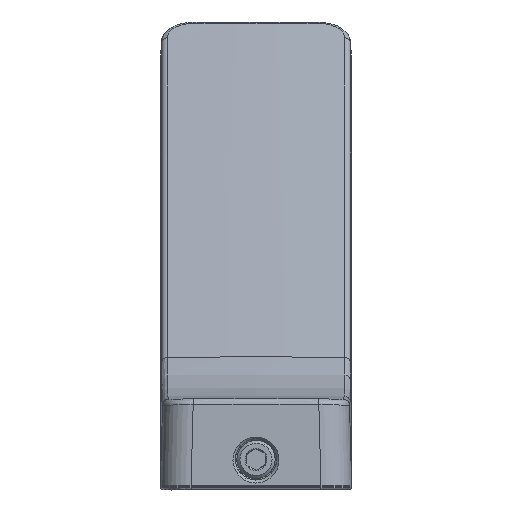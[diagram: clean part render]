
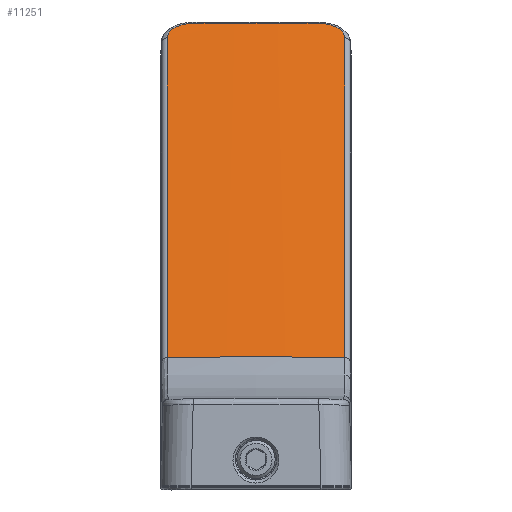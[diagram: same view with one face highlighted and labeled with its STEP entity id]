
A CAD part, left-side view. The second image highlights one B-rep face of the part: STEP entity #11251.
In plain terms, the highlighted cylindrical face has radius 500 mm (diameter 1000 mm), a partial arc.
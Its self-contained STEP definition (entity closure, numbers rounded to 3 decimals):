
#8601=CARTESIAN_POINT(' ',(17.285,-11.614,17.315));
#8602=VERTEX_POINT(' ',#8601);
#8616=CARTESIAN_POINT(' ',(304.002,0.,-392.162));
#8621=DIRECTION(' ',(0.819,0.,0.574));
#8626=DIRECTION(' ',(-0.573,0.023,0.819));
#8631=AXIS2_PLACEMENT_3D(' ',#8616,#8621,#8626);
#8636=CIRCLE('',#8631,500.013);
#8641=CARTESIAN_POINT(' ',(17.285,11.614,17.315));
#8642=VERTEX_POINT(' ',#8641);
#8646=EDGE_CURVE(' ',#8642,#8602,#8636,.T.);
#11026=CARTESIAN_POINT(' ',(339.041,0.,-367.611));
#11031=DIRECTION(' ',(-0.819,0.,-0.574));
#11036=DIRECTION(' ',(-0.573,-0.023,0.819));
#11041=AXIS2_PLACEMENT_3D(' ',#11026,#11031,#11036);
#11046=CYLINDRICAL_SURFACE(' ',#11041,500.);
#11051=ORIENTED_EDGE(' ',*,*,#8646,.T.);
#11056=CARTESIAN_POINT(' ',(17.285,-11.614,17.315));
#11061=DIRECTION(' ',(0.819,0.,0.574));
#11066=VECTOR(' ',#11061,1.);
#11071=LINE('',#11056,#11066);
#11076=CARTESIAN_POINT(' ',(77.043,-11.614,59.158));
#11077=VERTEX_POINT(' ',#11076);
#11081=EDGE_CURVE(' ',#8602,#11077,#11071,.T.);
#11086=ORIENTED_EDGE(' ',*,*,#11081,.T.);
#11091=CARTESIAN_POINT(' ',(77.006,-8.413,59.205));
#11096=DIRECTION(' ',(-0.575,-0.019,0.818));
#11101=DIRECTION(' ',(0.011,-1.,-0.015));
#11106=AXIS2_PLACEMENT_3D(' ',#11091,#11096,#11101);
#11111=CIRCLE('',#11106,3.201);
#11116=CARTESIAN_POINT(' ',(79.626,-8.406,61.045));
#11117=VERTEX_POINT(' ',#11116);
#11121=EDGE_CURVE(' ',#11077,#11117,#11111,.T.);
#11126=ORIENTED_EDGE(' ',*,*,#11121,.T.);
#11131=CARTESIAN_POINT(' ',(372.195,0.,-344.3));
#11136=DIRECTION(' ',(-0.811,0.,-0.585));
#11141=DIRECTION(' ',(-0.585,-0.017,0.811));
#11146=AXIS2_PLACEMENT_3D(' ',#11131,#11136,#11141);
#11151=CIRCLE('',#11146,499.972);
#11156=CARTESIAN_POINT(' ',(79.626,8.406,61.045));
#11157=VERTEX_POINT(' ',#11156);
#11161=EDGE_CURVE(' ',#11117,#11157,#11151,.T.);
#11166=ORIENTED_EDGE(' ',*,*,#11161,.T.);
#11171=CARTESIAN_POINT(' ',(77.005,8.412,59.204));
#11176=DIRECTION(' ',(-0.575,0.019,0.818));
#11181=DIRECTION(' ',(0.818,-0.002,0.575));
#11186=AXIS2_PLACEMENT_3D(' ',#11171,#11176,#11181);
#11191=CIRCLE('',#11186,3.202);
#11196=CARTESIAN_POINT(' ',(77.043,11.614,59.158));
#11197=VERTEX_POINT(' ',#11196);
#11201=EDGE_CURVE(' ',#11157,#11197,#11191,.T.);
#11206=ORIENTED_EDGE(' ',*,*,#11201,.T.);
#11211=CARTESIAN_POINT(' ',(77.043,11.614,59.158));
#11216=DIRECTION(' ',(-0.819,0.,-0.574));
#11221=VECTOR(' ',#11216,1.);
#11226=LINE('',#11211,#11221);
#11231=EDGE_CURVE(' ',#11197,#8642,#11226,.T.);
#11236=ORIENTED_EDGE(' ',*,*,#11231,.T.);
#11241=EDGE_LOOP(' ',(#11051,#11086,#11126,#11166,#11206,#11236));
#11246=FACE_OUTER_BOUND(' ',#11241,.T.);
#11251=ADVANCED_FACE('',(#11246),#11046,.T.);
